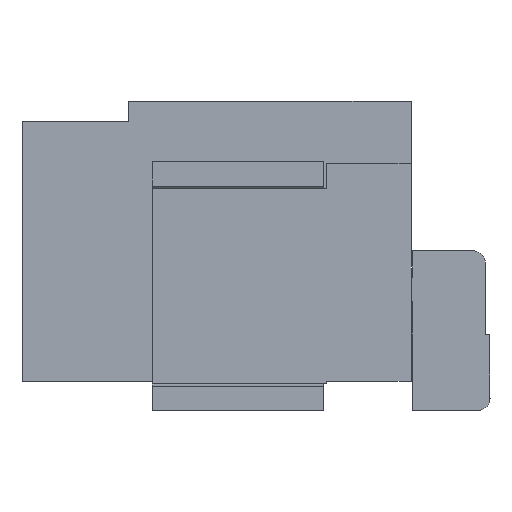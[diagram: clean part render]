
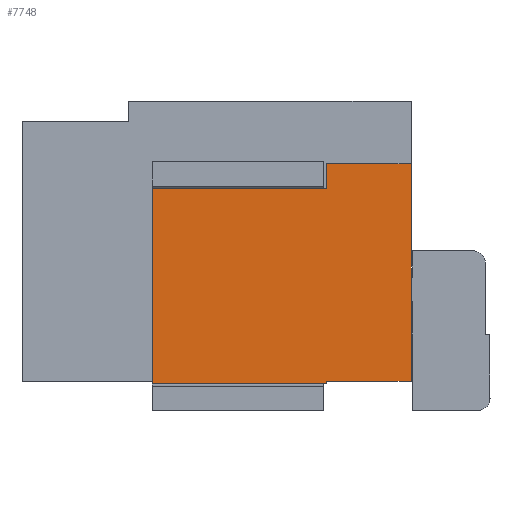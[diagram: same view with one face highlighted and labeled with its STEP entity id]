
A CAD part, left-side view. The second image highlights one B-rep face of the part: STEP entity #7748.
In plain terms, the highlighted planar face has unit normal (-1, 0, 0).
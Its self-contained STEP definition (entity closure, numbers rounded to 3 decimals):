
#1722=ORIENTED_EDGE('',*,*,#2842,.F.);
#1723=ORIENTED_EDGE('',*,*,#3360,.F.);
#1724=ORIENTED_EDGE('',*,*,#3361,.T.);
#1725=ORIENTED_EDGE('',*,*,#3362,.F.);
#1726=ORIENTED_EDGE('',*,*,#3363,.F.);
#1727=ORIENTED_EDGE('',*,*,#3364,.T.);
#1728=ORIENTED_EDGE('',*,*,#3365,.T.);
#1729=ORIENTED_EDGE('',*,*,#2863,.T.);
#2842=EDGE_CURVE('',#3936,#3937,#4691,.T.);
#2863=EDGE_CURVE('',#3954,#3937,#4712,.T.);
#3360=EDGE_CURVE('',#4262,#3936,#5173,.T.);
#3361=EDGE_CURVE('',#4262,#4263,#5174,.T.);
#3362=EDGE_CURVE('',#4264,#4263,#5175,.T.);
#3363=EDGE_CURVE('',#4265,#4264,#5176,.T.);
#3364=EDGE_CURVE('',#4265,#4266,#5177,.T.);
#3365=EDGE_CURVE('',#4266,#3954,#5178,.T.);
#3936=VERTEX_POINT('',#13513);
#3937=VERTEX_POINT('',#13515);
#3954=VERTEX_POINT('',#13554);
#4262=VERTEX_POINT('',#14562);
#4263=VERTEX_POINT('',#14566);
#4264=VERTEX_POINT('',#14568);
#4265=VERTEX_POINT('',#14570);
#4266=VERTEX_POINT('',#14572);
#4691=LINE('',#13514,#5488);
#4712=LINE('',#13553,#5509);
#5173=LINE('',#14563,#5970);
#5174=LINE('',#14565,#5971);
#5175=LINE('',#14567,#5972);
#5176=LINE('',#14569,#5973);
#5177=LINE('',#14571,#5974);
#5178=LINE('',#14573,#5975);
#5488=VECTOR('',#11697,1000.);
#5509=VECTOR('',#11720,1000.);
#5970=VECTOR('',#12661,1000.);
#5971=VECTOR('',#12664,1000.);
#5972=VECTOR('',#12665,1000.);
#5973=VECTOR('',#12666,1000.);
#5974=VECTOR('',#12667,1000.);
#5975=VECTOR('',#12668,1000.);
#6409=EDGE_LOOP('',(#1722,#1723,#1724,#1725,#1726,#1727,#1728,#1729));
#6896=FACE_BOUND('',#6409,.T.);
#7339=PLANE('',#11272);
#7748=ADVANCED_FACE('',(#6896),#7339,.T.);
#11272=AXIS2_PLACEMENT_3D('',#14564,#12662,#12663);
#11697=DIRECTION('',(0.,0.,-1.));
#11720=DIRECTION('',(0.,-1.,0.));
#12661=DIRECTION('',(0.,-1.,0.));
#12662=DIRECTION('',(-1.,0.,0.));
#12663=DIRECTION('',(0.,0.,1.));
#12664=DIRECTION('',(0.,0.,-1.));
#12665=DIRECTION('',(0.,-1.,0.));
#12666=DIRECTION('',(0.,0.,1.));
#12667=DIRECTION('',(0.,-1.,0.));
#12668=DIRECTION('',(0.,0.,1.));
#13513=CARTESIAN_POINT('',(-8.289,0.457,2.823));
#13514=CARTESIAN_POINT('',(-8.289,0.457,2.823));
#13515=CARTESIAN_POINT('',(-8.289,0.457,0.334));
#13553=CARTESIAN_POINT('',(-8.289,1.422,0.334));
#13554=CARTESIAN_POINT('',(-8.289,1.422,0.334));
#14562=CARTESIAN_POINT('',(-8.289,1.422,2.823));
#14563=CARTESIAN_POINT('',(-8.289,1.422,2.823));
#14564=CARTESIAN_POINT('',(-8.289,1.422,2.823));
#14565=CARTESIAN_POINT('',(-8.289,1.422,2.823));
#14566=CARTESIAN_POINT('',(-8.289,1.422,2.54));
#14567=CARTESIAN_POINT('',(-8.289,3.416,2.54));
#14568=CARTESIAN_POINT('',(-8.289,3.416,2.54));
#14569=CARTESIAN_POINT('',(-8.289,3.416,2.54));
#14570=CARTESIAN_POINT('',(-8.289,3.416,0.305));
#14571=CARTESIAN_POINT('',(-8.289,3.416,0.305));
#14572=CARTESIAN_POINT('',(-8.289,1.422,0.305));
#14573=CARTESIAN_POINT('',(-8.289,1.422,2.54));
